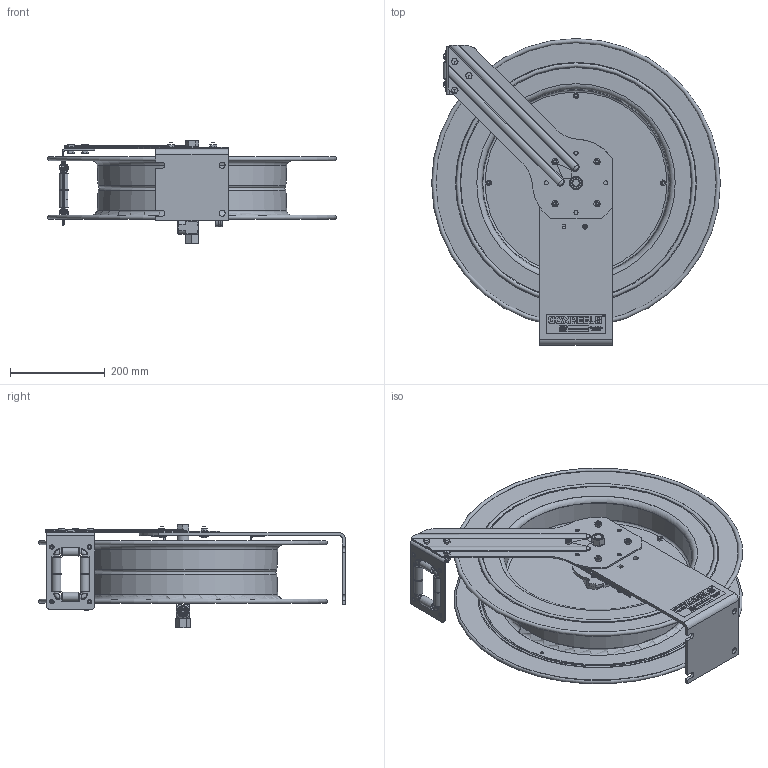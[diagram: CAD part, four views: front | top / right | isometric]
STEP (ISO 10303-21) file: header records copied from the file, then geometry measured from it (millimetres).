
FILE_DESCRIPTION(/* description */ (''),/* implementation_level */ '2;1');
FILE_NAME(/* name */ 'SH-N-4100_SHARED.stp',/* time_stamp */ '2016-06-06T07:56:40-07:00',/* author */ ('JKucera'),/* organization */ (''),/* preprocessor_version */ 'ST-DEVELOPER v15.6',/* originating_system */ 'Autodesk Inventor 2015',/* authorisation */ '');
FILE_SCHEMA (('AUTOMOTIVE_DESIGN { 1 0 10303 214 3 1 1 }'));
Length unit declared in the file: inch
Products named in the file (1): SH-N-4100_SHARED
Bounding box: 609.6 x 647.7 x 219.46 mm (x, y, z)
Surface area: 1684595.1 mm2 (no closed solid volume)
Topology: 0 solids, 124 shells, 419 faces, 4417 edges, 4069 vertices
Faces by surface type: plane 259, cylinder 96, torus 37, cone 15, sphere 10, bspline 2
Full cylindrical faces by diameter (mm): 4.826 x1, 7.112 x1, 8.636 x7, 10.414 x1, 12.7 x2, 19.05 x6, 20.625 x1, 25.362 x1, 39.624 x1, 385.064 x1
Entity records: 41253 total; most frequent: CARTESIAN_POINT 12722, ORIENTED_EDGE 4826, DIRECTION 4534, EDGE_CURVE 4345, VERTEX_POINT 4055, LINE 2410, VECTOR 2410, B_SPLINE_CURVE_WITH_KNOTS 1080
